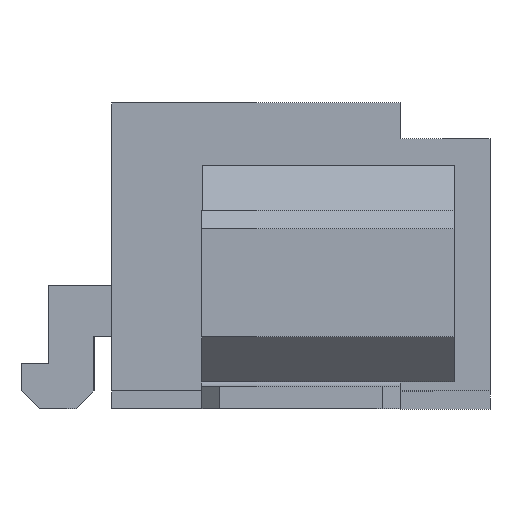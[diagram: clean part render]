
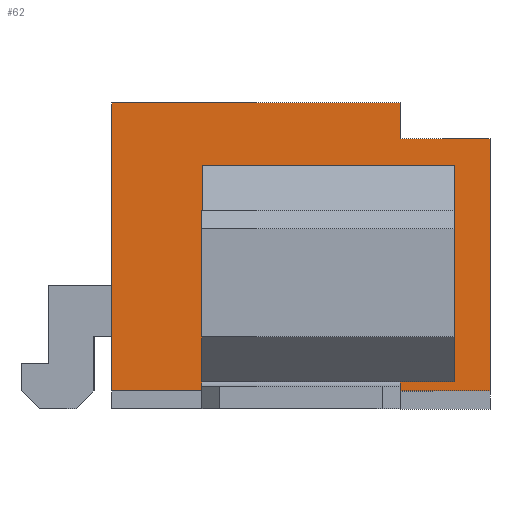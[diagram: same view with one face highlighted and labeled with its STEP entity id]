
A CAD part, left-side view. The second image highlights one B-rep face of the part: STEP entity #62.
In plain terms, the highlighted planar face has unit normal (-1, 0, 0).
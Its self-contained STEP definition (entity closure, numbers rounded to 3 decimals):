
#62=ADVANCED_FACE('',(#273,#274),#275,.F.);
#273=FACE_OUTER_BOUND('',#682,.T.);
#274=FACE_BOUND('',#683,.T.);
#275=PLANE('',#684);
#682=EDGE_LOOP('',(#1202,#1203,#1204,#1205,#1206,#1207));
#683=EDGE_LOOP('',(#1208,#1209,#1210,#1211));
#684=AXIS2_PLACEMENT_3D('',#1212,#1213,#1214);
#1202=ORIENTED_EDGE('',*,*,#2848,.F.);
#1203=ORIENTED_EDGE('',*,*,#2849,.T.);
#1204=ORIENTED_EDGE('',*,*,#2850,.F.);
#1205=ORIENTED_EDGE('',*,*,#2851,.F.);
#1206=ORIENTED_EDGE('',*,*,#2808,.F.);
#1207=ORIENTED_EDGE('',*,*,#2852,.F.);
#1208=ORIENTED_EDGE('',*,*,#2853,.F.);
#1209=ORIENTED_EDGE('',*,*,#2854,.F.);
#1210=ORIENTED_EDGE('',*,*,#2855,.T.);
#1211=ORIENTED_EDGE('',*,*,#2856,.T.);
#1212=CARTESIAN_POINT('',(-4.0,0.0,0.0));
#1213=DIRECTION('',(1.0,0.0,0.0));
#1214=DIRECTION('',(0.0,1.0,0.0));
#2808=EDGE_CURVE('',#3402,#3404,#3405,.T.);
#2848=EDGE_CURVE('',#3478,#3479,#3480,.T.);
#2849=EDGE_CURVE('',#3478,#3481,#3482,.T.);
#2850=EDGE_CURVE('',#3483,#3481,#3484,.T.);
#2851=EDGE_CURVE('',#3404,#3483,#3485,.T.);
#2852=EDGE_CURVE('',#3479,#3402,#3486,.T.);
#2853=EDGE_CURVE('',#3487,#3488,#3489,.T.);
#2854=EDGE_CURVE('',#3490,#3487,#3491,.T.);
#2855=EDGE_CURVE('',#3490,#3492,#3493,.T.);
#2856=EDGE_CURVE('',#3492,#3488,#3494,.T.);
#3402=VERTEX_POINT('',#4353);
#3404=VERTEX_POINT('',#4356);
#3405=LINE('',#4357,#4358);
#3478=VERTEX_POINT('',#4470);
#3479=VERTEX_POINT('',#4471);
#3480=LINE('',#4472,#4473);
#3481=VERTEX_POINT('',#4474);
#3482=LINE('',#4475,#4476);
#3483=VERTEX_POINT('',#4477);
#3484=LINE('',#4478,#4479);
#3485=LINE('',#4480,#4481);
#3486=LINE('',#4482,#4483);
#3487=VERTEX_POINT('',#4484);
#3488=VERTEX_POINT('',#4485);
#3489=LINE('',#4486,#4487);
#3490=VERTEX_POINT('',#4488);
#3491=LINE('',#4489,#4490);
#3492=VERTEX_POINT('',#4491);
#3493=LINE('',#4492,#4493);
#3494=LINE('',#4494,#4495);
#4353=CARTESIAN_POINT('',(-4.0,1.0,0.));
#4356=CARTESIAN_POINT('',(-4.0,5.2,0.));
#4357=CARTESIAN_POINT('',(-4.0,1.0,0.));
#4358=VECTOR('',#5708,1.0);
#4470=CARTESIAN_POINT('',(-4.0,2.0,2.8));
#4471=CARTESIAN_POINT('',(-4.0,1.0,2.8));
#4472=CARTESIAN_POINT('',(-4.0,2.0,2.8));
#4473=VECTOR('',#5748,1.0);
#4474=CARTESIAN_POINT('',(-4.0,2.0,3.2));
#4475=CARTESIAN_POINT('',(-4.0,2.0,2.8));
#4476=VECTOR('',#5749,1.0);
#4477=CARTESIAN_POINT('',(-4.0,5.2,3.2));
#4478=CARTESIAN_POINT('',(-4.0,5.2,3.2));
#4479=VECTOR('',#5750,1.0);
#4480=CARTESIAN_POINT('',(-4.0,5.2,0.));
#4481=VECTOR('',#5751,1.0);
#4482=CARTESIAN_POINT('',(-4.0,1.0,3.2));
#4483=VECTOR('',#5752,1.0);
#4484=CARTESIAN_POINT('',(-4.0,4.2,2.5));
#4485=CARTESIAN_POINT('',(-4.0,4.2,0.1));
#4486=CARTESIAN_POINT('',(-4.0,4.2,2.5));
#4487=VECTOR('',#5753,1.0);
#4488=CARTESIAN_POINT('',(-4.0,1.4,2.5));
#4489=CARTESIAN_POINT('',(-4.0,1.4,2.5));
#4490=VECTOR('',#5754,1.0);
#4491=CARTESIAN_POINT('',(-4.0,1.4,0.1));
#4492=CARTESIAN_POINT('',(-4.0,1.4,2.5));
#4493=VECTOR('',#5755,1.0);
#4494=CARTESIAN_POINT('',(-4.0,1.4,0.1));
#4495=VECTOR('',#5756,1.0);
#5708=DIRECTION('',(0.0,1.0,0.));
#5748=DIRECTION('',(0.0,-1.0,0.0));
#5749=DIRECTION('',(0.0,0.0,1.0));
#5750=DIRECTION('',(0.0,-1.0,0.0));
#5751=DIRECTION('',(0.0,0.,1.0));
#5752=DIRECTION('',(0.0,0.,-1.0));
#5753=DIRECTION('',(0.0,0.,-1.0));
#5754=DIRECTION('',(0.0,1.0,0.0));
#5755=DIRECTION('',(0.0,0.,-1.0));
#5756=DIRECTION('',(0.0,1.0,0.0));
